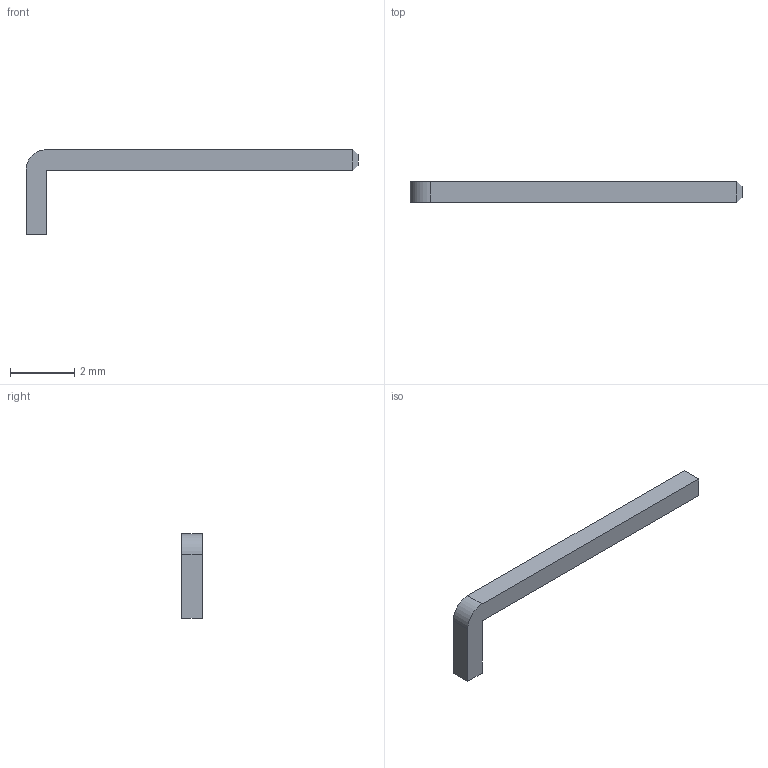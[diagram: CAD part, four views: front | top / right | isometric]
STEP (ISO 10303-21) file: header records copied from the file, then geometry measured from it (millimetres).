
FILE_DESCRIPTION(('FreeCAD Model'),'2;1');
FILE_NAME('Open CASCADE Shape Model','2025-05-10T19:04:50',(''),(''), 'Open CASCADE STEP processor 7.8','FreeCAD','Unknown');
FILE_SCHEMA(('AUTOMOTIVE_DESIGN { 1 0 10303 214 1 1 1 1 }'));
Length unit declared in the file: millimetre
Products named in the file (1): Cut
Bounding box: 10.36 x 0.64 x 2.64 mm (x, y, z)
Volume: 5 mm3; surface area: 31.8 mm2
Topology: 1 solids, 1 shells, 13 faces, 29 edges, 18 vertices
Faces by surface type: plane 12, cylinder 1
Entity records: 374 total; most frequent: CARTESIAN_POINT 61, DIRECTION 59, ORIENTED_EDGE 58, EDGE_CURVE 29, LINE 27, VECTOR 27, VERTEX_POINT 18, AXIS2_PLACEMENT_3D 16
